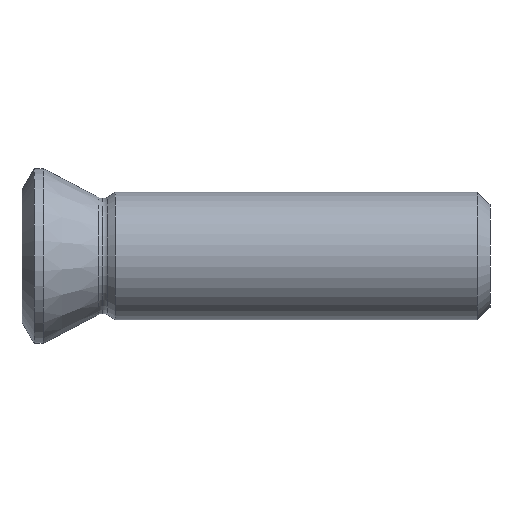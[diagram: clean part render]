
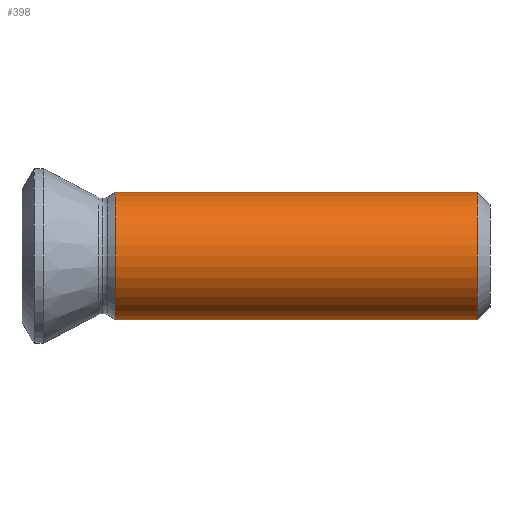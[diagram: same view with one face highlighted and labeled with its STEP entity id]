
A CAD part, front view. The second image highlights one B-rep face of the part: STEP entity #398.
In plain terms, the highlighted cylindrical face has radius 1.5 mm (diameter 3 mm), a partial arc.
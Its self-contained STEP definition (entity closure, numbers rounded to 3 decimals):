
#23 = VERTEX_POINT ( 'NONE', #637 ) ;
#74 = DIRECTION ( 'NONE',  ( -1., 0., 0. ) ) ;
#78 = ORIENTED_EDGE ( 'NONE', *, *, #1126, .F. ) ;
#102 = VERTEX_POINT ( 'NONE', #1100 ) ;
#137 = CARTESIAN_POINT ( 'NONE',  ( -6.646, 0., 0. ) ) ;
#166 = DIRECTION ( 'NONE',  ( 0., 0., 1. ) ) ;
#168 = ORIENTED_EDGE ( 'NONE', *, *, #766, .T. ) ;
#205 = VECTOR ( 'NONE', #986, 1000. ) ;
#217 = DIRECTION ( 'NONE',  ( 0., 0., 1. ) ) ;
#242 = AXIS2_PLACEMENT_3D ( 'NONE', #910, #663, #217 ) ;
#305 = CARTESIAN_POINT ( 'NONE',  ( -6.646, 0., 1.5 ) ) ;
#325 = VERTEX_POINT ( 'NONE', #709 ) ;
#345 = CARTESIAN_POINT ( 'NONE',  ( 2.191, 0., 0. ) ) ;
#398 = ADVANCED_FACE ( 'NONE', ( #1094 ), #1118, .T. ) ;
#451 = EDGE_CURVE ( 'NONE', #892, #23, #803, .T. ) ;
#463 = LINE ( 'NONE', #305, #697 ) ;
#539 = LINE ( 'NONE', #967, #205 ) ;
#577 = ORIENTED_EDGE ( 'NONE', *, *, #451, .T. ) ;
#637 = CARTESIAN_POINT ( 'NONE',  ( 10.7, 0., 1.5 ) ) ;
#654 = DIRECTION ( 'NONE',  ( -1., 0., 0. ) ) ;
#663 = DIRECTION ( 'NONE',  ( -1., 0., 0. ) ) ;
#683 = CARTESIAN_POINT ( 'NONE',  ( 10.7, 0., -1.5 ) ) ;
#697 = VECTOR ( 'NONE', #654, 1000. ) ;
#709 = CARTESIAN_POINT ( 'NONE',  ( 2.191, 0., 1.5 ) ) ;
#710 = ORIENTED_EDGE ( 'NONE', *, *, #917, .F. ) ;
#752 = DIRECTION ( 'NONE',  ( 0., 0., 1. ) ) ;
#766 = EDGE_CURVE ( 'NONE', #23, #325, #463, .T. ) ;
#803 = CIRCLE ( 'NONE', #242, 1.5 ) ;
#832 = EDGE_LOOP ( 'NONE', ( #78, #577, #168, #710 ) ) ;
#852 = CIRCLE ( 'NONE', #1054, 1.5 ) ;
#892 = VERTEX_POINT ( 'NONE', #683 ) ;
#910 = CARTESIAN_POINT ( 'NONE',  ( 10.7, 0., 0. ) ) ;
#917 = EDGE_CURVE ( 'NONE', #102, #325, #852, .T. ) ;
#930 = DIRECTION ( 'NONE',  ( -1., 0., 0. ) ) ;
#967 = CARTESIAN_POINT ( 'NONE',  ( -6.646, 0., -1.5 ) ) ;
#986 = DIRECTION ( 'NONE',  ( -1., 0., 0. ) ) ;
#1054 = AXIS2_PLACEMENT_3D ( 'NONE', #345, #74, #166 ) ;
#1094 = FACE_OUTER_BOUND ( 'NONE', #832, .T. ) ;
#1100 = CARTESIAN_POINT ( 'NONE',  ( 2.191, 0., -1.5 ) ) ;
#1118 = CYLINDRICAL_SURFACE ( 'NONE', #1130, 1.5 ) ;
#1126 = EDGE_CURVE ( 'NONE', #892, #102, #539, .T. ) ;
#1130 = AXIS2_PLACEMENT_3D ( 'NONE', #137, #930, #752 ) ;
